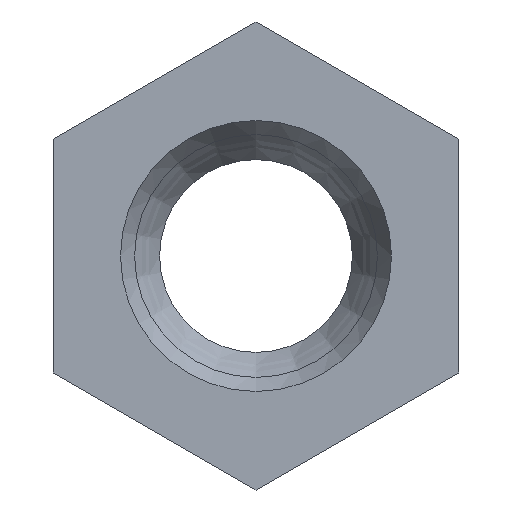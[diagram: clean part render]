
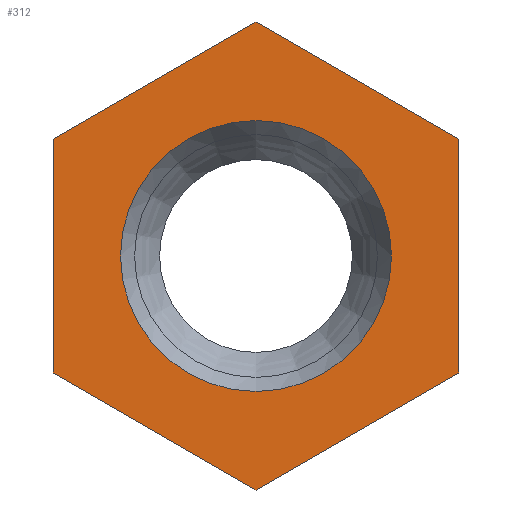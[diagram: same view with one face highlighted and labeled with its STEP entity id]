
A CAD part, front view. The second image highlights one B-rep face of the part: STEP entity #312.
In plain terms, the highlighted planar face has unit normal (0, -1, 0).
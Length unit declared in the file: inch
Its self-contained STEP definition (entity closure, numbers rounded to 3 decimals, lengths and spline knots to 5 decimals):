
#56=CARTESIAN_POINT('',(0.,-0.5,0.));
#57=DIRECTION('',(0.,-1.,0.));
#58=DIRECTION('',(0.,0.,-1.));
#59=AXIS2_PLACEMENT_3D('',#56,#57,#58);
#60=CIRCLE('',#59,0.0625);
#61=EDGE_CURVE('',#63,#63,#60,.T.);
#62=CARTESIAN_POINT('',(0.,-0.5,-0.0625));
#63=VERTEX_POINT('',#62);
#93=CARTESIAN_POINT('',(-0.04675,-0.5,-0.08097));
#94=DIRECTION('',(0.866,0.,-0.5));
#95=VECTOR('',#94,1.);
#96=LINE('',#93,#95);
#97=EDGE_CURVE('',#99,#101,#96,.T.);
#98=CARTESIAN_POINT('',(-0.0935,-0.5,-0.05398));
#99=VERTEX_POINT('',#98);
#100=CARTESIAN_POINT('',(0.,-0.5,-0.10796));
#101=VERTEX_POINT('',#100);
#133=CARTESIAN_POINT('',(-0.0935,-0.5,0.));
#134=DIRECTION('',(0.,0.,-1.));
#135=VECTOR('',#134,1.);
#136=LINE('',#133,#135);
#137=EDGE_CURVE('',#139,#99,#136,.T.);
#138=CARTESIAN_POINT('',(-0.0935,-0.5,0.05398));
#139=VERTEX_POINT('',#138);
#164=CARTESIAN_POINT('',(-0.04675,-0.5,0.08097));
#165=DIRECTION('',(-0.866,0.,-0.5));
#166=VECTOR('',#165,1.);
#167=LINE('',#164,#166);
#168=EDGE_CURVE('',#170,#139,#167,.T.);
#169=CARTESIAN_POINT('',(0.,-0.5,0.10796));
#170=VERTEX_POINT('',#169);
#195=CARTESIAN_POINT('',(0.04675,-0.5,0.08097));
#196=DIRECTION('',(-0.866,0.,0.5));
#197=VECTOR('',#196,1.);
#198=LINE('',#195,#197);
#199=EDGE_CURVE('',#201,#170,#198,.T.);
#200=CARTESIAN_POINT('',(0.0935,-0.5,0.05398));
#201=VERTEX_POINT('',#200);
#226=CARTESIAN_POINT('',(0.0935,-0.5,0.));
#227=DIRECTION('',(0.,0.,1.));
#228=VECTOR('',#227,1.);
#229=LINE('',#226,#228);
#230=EDGE_CURVE('',#232,#201,#229,.T.);
#231=CARTESIAN_POINT('',(0.0935,-0.5,-0.05398));
#232=VERTEX_POINT('',#231);
#257=CARTESIAN_POINT('',(0.04675,-0.5,-0.08097));
#258=DIRECTION('',(0.866,0.,0.5));
#259=VECTOR('',#258,1.);
#260=LINE('',#257,#259);
#261=EDGE_CURVE('',#101,#232,#260,.T.);
#296=ORIENTED_EDGE('',*,*,#61,.F.);
#297=EDGE_LOOP('',(#296));
#298=FACE_BOUND('',#297,.T.);
#299=ORIENTED_EDGE('',*,*,#137,.T.);
#300=ORIENTED_EDGE('',*,*,#97,.T.);
#301=ORIENTED_EDGE('',*,*,#261,.T.);
#302=ORIENTED_EDGE('',*,*,#230,.T.);
#303=ORIENTED_EDGE('',*,*,#199,.T.);
#304=ORIENTED_EDGE('',*,*,#168,.T.);
#305=EDGE_LOOP('',(#299,#300,#301,#302,#303,#304));
#306=FACE_BOUND('',#305,.T.);
#307=CARTESIAN_POINT('',(0.,-0.5,0.));
#308=DIRECTION('',(0.,-1.,0.));
#309=DIRECTION('',(0.,0.,-1.));
#310=AXIS2_PLACEMENT_3D('',#307,#308,#309);
#311=PLANE('',#310);
#312=ADVANCED_FACE('',(#298,#306),#311,.T.);
